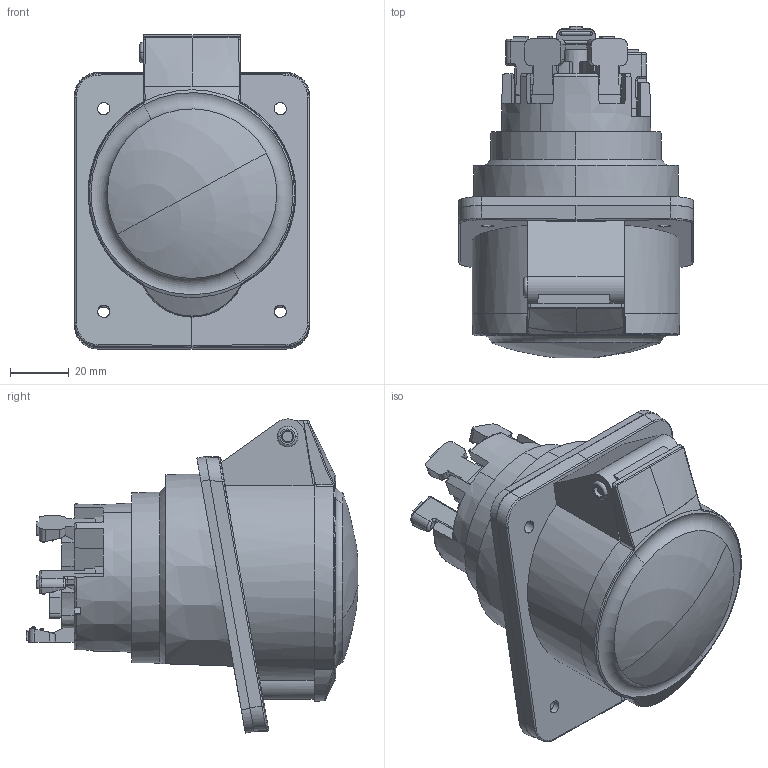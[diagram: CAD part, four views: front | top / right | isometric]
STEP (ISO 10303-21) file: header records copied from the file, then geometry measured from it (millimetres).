
FILE_DESCRIPTION((''),'2;1');
FILE_NAME('GW62221FH_SW0001','2020-10-08T15:16:43',('user'),('Axiro Italia'),'CREO PARAMETRIC BY PTC INC, 2020074','CREO PARAMETRIC BY PTC INC, 2020074','');
FILE_SCHEMA(('CONFIG_CONTROL_DESIGN'));
Length unit declared in the file: millimetre
Products named in the file (1): GW62221FH_SW0001
Bounding box: 80 x 112.95 x 106.86 mm (x, y, z)
Volume: 347635 mm3; surface area: 45087.8 mm2
Topology: 1 solids, 1 shells, 832 faces, 2410 edges, 1577 vertices
Faces by surface type: plane 507, cylinder 205, bspline 63, cone 38, torus 15, sphere 4
Entity records: 32850 total; most frequent: CARTESIAN_POINT 11892, ORIENTED_EDGE 4816, DIRECTION 3677, EDGE_CURVE 2408, VECTOR 1585, LINE 1585, VERTEX_POINT 1577, AXIS2_PLACEMENT_3D 1046
